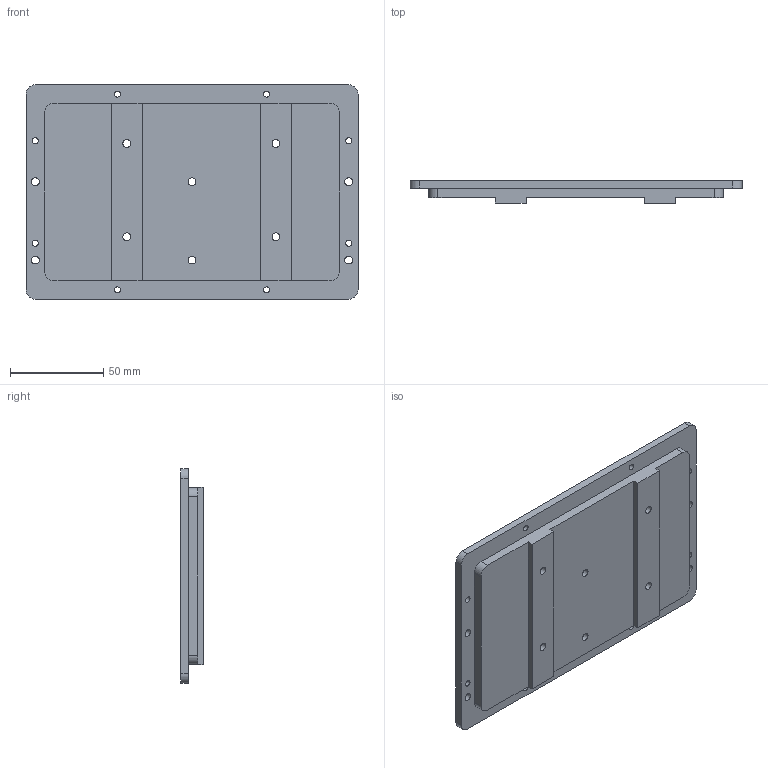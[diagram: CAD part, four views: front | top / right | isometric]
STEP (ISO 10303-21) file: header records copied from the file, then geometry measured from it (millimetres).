
FILE_DESCRIPTION(/* description */ (''),/* implementation_level */ '2;1');
FILE_NAME(/* name */ 'C_PLATEv2.step',/* time_stamp */ '2019-11-24T00:21:38+01:00',/* author */ (''),/* organization */ (''),/* preprocessor_version */ 'ST-DEVELOPER v18',/* originating_system */ 'Autodesk Translation Framework v8.9.1.1155',/* authorisation */ '');
FILE_SCHEMA (('AUTOMOTIVE_DESIGN { 1 0 10303 214 3 1 1 }'));
Length unit declared in the file: millimetre
Products named in the file (1): CONTROLER PLATE
Bounding box: 178 x 12 x 115 mm (x, y, z)
Volume: 163931.1 mm3; surface area: 48294.2 mm2
Topology: 1 solids, 1 shells, 53 faces, 138 edges, 92 vertices
Faces by surface type: cylinder 30, plane 23
Full cylindrical faces by diameter (mm): 3.3 x8, 4.2 x10, 8 x4
Entity records: 1757 total; most frequent: DIRECTION 306, CARTESIAN_POINT 284, ORIENTED_EDGE 276, EDGE_CURVE 138, AXIS2_PLACEMENT_3D 114, EDGE_LOOP 94, VERTEX_POINT 92, LINE 78
